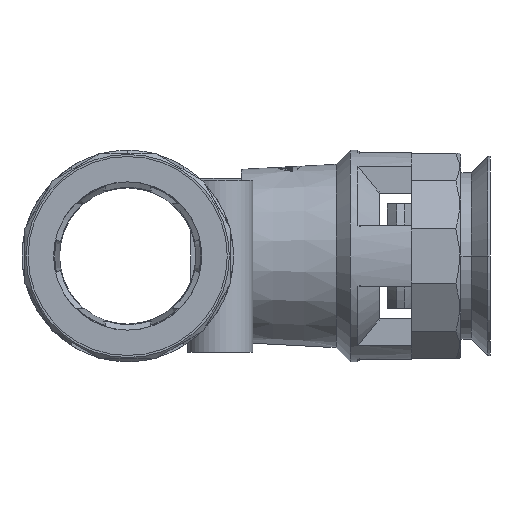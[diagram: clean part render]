
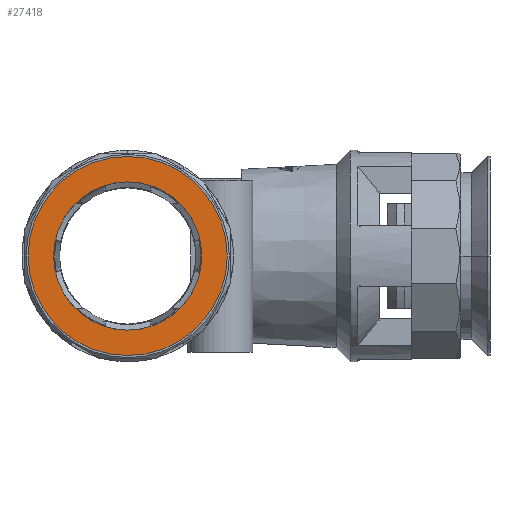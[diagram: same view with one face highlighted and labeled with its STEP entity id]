
A CAD part, left-side view. The second image highlights one B-rep face of the part: STEP entity #27418.
In plain terms, the highlighted planar face has unit normal (-1, 0, 0).
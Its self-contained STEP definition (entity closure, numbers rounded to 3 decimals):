
#9825 = CARTESIAN_POINT ( 'NONE',  ( -52.281, -14.5, 0. ) ) ;
#9826 = CARTESIAN_POINT ( 'NONE',  ( -52.281, 14.5, 0. ) ) ;
#9827 = DIRECTION ( 'NONE',  ( 0., 1., 0. ) ) ;
#9828 = DIRECTION ( 'NONE',  ( 1., 0., 0. ) ) ;
#9829 = CARTESIAN_POINT ( 'NONE',  ( -52.281, 0., 0. ) ) ;
#9830 = AXIS2_PLACEMENT_3D ( 'NONE', #9829, #9828, #9827 ) ;
#9831 = CIRCLE ( 'NONE', #9830, 14.5 ) ;
#9877 = CARTESIAN_POINT ( 'NONE',  ( -52.281, -10.8, 0. ) ) ;
#10012 = CARTESIAN_POINT ( 'NONE',  ( -52.281, 10.8, 0. ) ) ;
#10013 = DIRECTION ( 'NONE',  ( 0., 1., 0. ) ) ;
#10014 = DIRECTION ( 'NONE',  ( 1., 0., 0. ) ) ;
#10015 = AXIS2_PLACEMENT_3D ( 'NONE', #10019, #10014, #10013 ) ;
#10016 = CIRCLE ( 'NONE', #10015, 10.8 ) ;
#10019 = CARTESIAN_POINT ( 'NONE',  ( -52.281, 0., 0. ) ) ;
#10342 = DIRECTION ( 'NONE',  ( 0., 1., 0. ) ) ;
#10343 = DIRECTION ( 'NONE',  ( 1., 0., 0. ) ) ;
#10344 = CARTESIAN_POINT ( 'NONE',  ( -52.281, 0., 0. ) ) ;
#10345 = AXIS2_PLACEMENT_3D ( 'NONE', #10344, #10343, #10342 ) ;
#10346 = CIRCLE ( 'NONE', #10345, 10.8 ) ;
#13700 = DIRECTION ( 'NONE',  ( 0., 1., 0. ) ) ;
#13701 = DIRECTION ( 'NONE',  ( 1., 0., 0. ) ) ;
#13702 = CARTESIAN_POINT ( 'NONE',  ( -52.281, -14.5, 0. ) ) ;
#13703 = AXIS2_PLACEMENT_3D ( 'NONE', #13702, #13701, #13700 ) ;
#13704 = PLANE ( 'NONE',  #13703 ) ;
#13705 = FACE_BOUND ( 'NONE', #27422, .T. ) ;
#13706 = FACE_OUTER_BOUND ( 'NONE', #27419, .T. ) ;
#13778 = DIRECTION ( 'NONE',  ( 0., 1., 0. ) ) ;
#13779 = DIRECTION ( 'NONE',  ( 1., 0., 0. ) ) ;
#13780 = CARTESIAN_POINT ( 'NONE',  ( -52.281, 0., 0. ) ) ;
#13781 = AXIS2_PLACEMENT_3D ( 'NONE', #13780, #13779, #13778 ) ;
#13786 = CIRCLE ( 'NONE', #13781, 14.5 ) ;
#25991 = EDGE_CURVE ( 'NONE', #25992, #25994, #9831, .T. ) ;
#25992 = VERTEX_POINT ( 'NONE', #9826 ) ;
#25994 = VERTEX_POINT ( 'NONE', #9825 ) ;
#26037 = VERTEX_POINT ( 'NONE', #9877 ) ;
#26114 = EDGE_CURVE ( 'NONE', #26037, #26116, #10016, .T. ) ;
#26116 = VERTEX_POINT ( 'NONE', #10012 ) ;
#26217 = EDGE_CURVE ( 'NONE', #26116, #26037, #10346, .T. ) ;
#27418 = ADVANCED_FACE ( 'NONE', ( #13706, #13705 ), #13704, .F. ) ;
#27419 = EDGE_LOOP ( 'NONE', ( #27420, #27421 ) ) ;
#27420 = ORIENTED_EDGE ( 'NONE', *, *, #25991, .F. ) ;
#27421 = ORIENTED_EDGE ( 'NONE', *, *, #27466, .F. ) ;
#27422 = EDGE_LOOP ( 'NONE', ( #27423, #27424 ) ) ;
#27423 = ORIENTED_EDGE ( 'NONE', *, *, #26217, .T. ) ;
#27424 = ORIENTED_EDGE ( 'NONE', *, *, #26114, .T. ) ;
#27466 = EDGE_CURVE ( 'NONE', #25994, #25992, #13786, .T. ) ;
